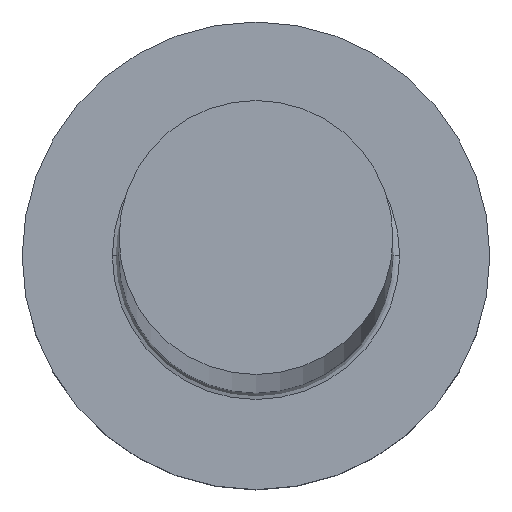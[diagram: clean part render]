
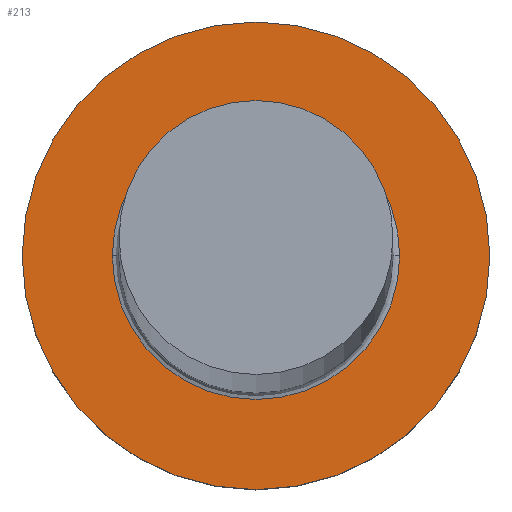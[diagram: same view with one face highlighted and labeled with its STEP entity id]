
A CAD part, top view. The second image highlights one B-rep face of the part: STEP entity #213.
In plain terms, the highlighted planar face has unit normal (0, 0, 1).
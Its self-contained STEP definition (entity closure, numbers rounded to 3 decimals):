
#1 = EDGE_CURVE ( 'NONE', #120, #265, #230, .T. ) ;
#6 = CIRCLE ( 'NONE', #86, 4.3 ) ;
#20 = DIRECTION ( 'NONE',  ( 1., 0., 0. ) ) ;
#23 = EDGE_CURVE ( 'NONE', #48, #45, #6, .T. ) ;
#25 = CIRCLE ( 'NONE', #107, 7. ) ;
#34 = FACE_OUTER_BOUND ( 'NONE', #249, .T. ) ;
#37 = CARTESIAN_POINT ( 'NONE',  ( 0., 0., 5. ) ) ;
#42 = ORIENTED_EDGE ( 'NONE', *, *, #23, .T. ) ;
#43 = EDGE_LOOP ( 'NONE', ( #187, #42 ) ) ;
#45 = VERTEX_POINT ( 'NONE', #270 ) ;
#48 = VERTEX_POINT ( 'NONE', #166 ) ;
#66 = ORIENTED_EDGE ( 'NONE', *, *, #149, .T. ) ;
#72 = DIRECTION ( 'NONE',  ( 0., 0., 1. ) ) ;
#86 = AXIS2_PLACEMENT_3D ( 'NONE', #128, #102, #201 ) ;
#97 = CARTESIAN_POINT ( 'NONE',  ( 7., 0., 5. ) ) ;
#102 = DIRECTION ( 'NONE',  ( 0., 0., -1. ) ) ;
#104 = DIRECTION ( 'NONE',  ( 0., 0., 1. ) ) ;
#107 = AXIS2_PLACEMENT_3D ( 'NONE', #137, #104, #283 ) ;
#120 = VERTEX_POINT ( 'NONE', #97 ) ;
#128 = CARTESIAN_POINT ( 'NONE',  ( 0., 0., 5. ) ) ;
#129 = CARTESIAN_POINT ( 'NONE',  ( 0., 0., 5. ) ) ;
#135 = CARTESIAN_POINT ( 'NONE',  ( -7., 0., 5. ) ) ;
#137 = CARTESIAN_POINT ( 'NONE',  ( 0., 0., 5. ) ) ;
#149 = EDGE_CURVE ( 'NONE', #265, #120, #25, .T. ) ;
#150 = ORIENTED_EDGE ( 'NONE', *, *, #1, .T. ) ;
#153 = CARTESIAN_POINT ( 'NONE',  ( 0., 0., 5. ) ) ;
#154 = FACE_BOUND ( 'NONE', #43, .T. ) ;
#166 = CARTESIAN_POINT ( 'NONE',  ( -4.3, 0., 5. ) ) ;
#187 = ORIENTED_EDGE ( 'NONE', *, *, #266, .T. ) ;
#188 = CIRCLE ( 'NONE', #282, 4.3 ) ;
#200 = AXIS2_PLACEMENT_3D ( 'NONE', #129, #72, #244 ) ;
#201 = DIRECTION ( 'NONE',  ( 1., 0., 0. ) ) ;
#203 = DIRECTION ( 'NONE',  ( 0., 0., 1. ) ) ;
#213 = ADVANCED_FACE ( 'NONE', ( #154, #34 ), #302, .T. ) ;
#228 = DIRECTION ( 'NONE',  ( 1., 0., 0. ) ) ;
#230 = CIRCLE ( 'NONE', #200, 7. ) ;
#234 = DIRECTION ( 'NONE',  ( 0., 0., -1. ) ) ;
#244 = DIRECTION ( 'NONE',  ( 1., 0., 0. ) ) ;
#249 = EDGE_LOOP ( 'NONE', ( #66, #150 ) ) ;
#257 = AXIS2_PLACEMENT_3D ( 'NONE', #153, #203, #228 ) ;
#265 = VERTEX_POINT ( 'NONE', #135 ) ;
#266 = EDGE_CURVE ( 'NONE', #45, #48, #188, .T. ) ;
#270 = CARTESIAN_POINT ( 'NONE',  ( 4.3, 0., 5. ) ) ;
#282 = AXIS2_PLACEMENT_3D ( 'NONE', #37, #234, #20 ) ;
#283 = DIRECTION ( 'NONE',  ( 1., 0., 0. ) ) ;
#302 = PLANE ( 'NONE',  #257 ) ;
